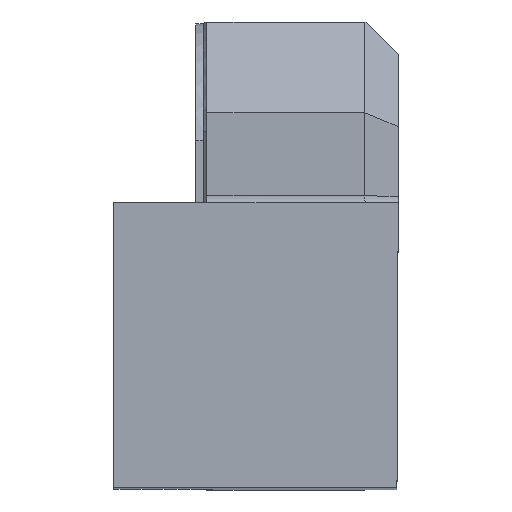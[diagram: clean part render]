
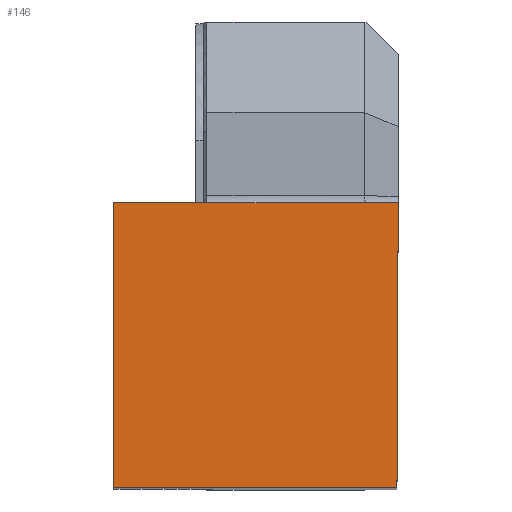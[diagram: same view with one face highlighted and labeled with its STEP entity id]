
A CAD part, top view. The second image highlights one B-rep face of the part: STEP entity #146.
In plain terms, the highlighted planar face has unit normal (0, 0, 1).
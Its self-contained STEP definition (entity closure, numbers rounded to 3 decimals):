
#146=ADVANCED_FACE('',(#227),#201,.F.);
#201=PLANE('',#936);
#227=FACE_OUTER_BOUND('',#258,.T.);
#258=EDGE_LOOP('',(#430,#431,#432,#433));
#430=ORIENTED_EDGE('',*,*,#697,.F.);
#431=ORIENTED_EDGE('',*,*,#711,.F.);
#432=ORIENTED_EDGE('',*,*,#706,.F.);
#433=ORIENTED_EDGE('',*,*,#703,.F.);
#610=VERTEX_POINT('',#1371);
#611=VERTEX_POINT('',#1373);
#616=VERTEX_POINT('',#1385);
#618=VERTEX_POINT('',#1391);
#697=EDGE_CURVE('',#610,#611,#795,.T.);
#703=EDGE_CURVE('',#611,#616,#800,.T.);
#706=EDGE_CURVE('',#616,#618,#803,.T.);
#711=EDGE_CURVE('',#618,#610,#807,.T.);
#795=LINE('',#1372,#854);
#800=LINE('',#1384,#859);
#803=LINE('',#1390,#862);
#807=LINE('',#1400,#866);
#854=VECTOR('',#1077,1.);
#859=VECTOR('',#1086,1.);
#862=VECTOR('',#1091,1.);
#866=VECTOR('',#1099,1.);
#936=AXIS2_PLACEMENT_3D('',#1403,#1103,#1104);
#1077=DIRECTION('',(-0.004,-1.,0.));
#1086=DIRECTION('',(-1.,0.,0.));
#1091=DIRECTION('',(0.,1.,0.));
#1099=DIRECTION('',(1.,0.,0.));
#1103=DIRECTION('',(0.,0.,-1.));
#1104=DIRECTION('',(-1.,0.,0.));
#1371=CARTESIAN_POINT('',(0.,25.275,0.));
#1372=CARTESIAN_POINT('',(0.,25.275,0.));
#1373=CARTESIAN_POINT('',(-0.11,0.,0.));
#1384=CARTESIAN_POINT('',(-0.11,0.,0.));
#1385=CARTESIAN_POINT('',(-25.275,0.,0.));
#1390=CARTESIAN_POINT('',(-25.275,0.,0.));
#1391=CARTESIAN_POINT('',(-25.275,25.275,0.));
#1400=CARTESIAN_POINT('',(-25.275,25.275,0.));
#1403=CARTESIAN_POINT('',(-0.11,0.,0.));
